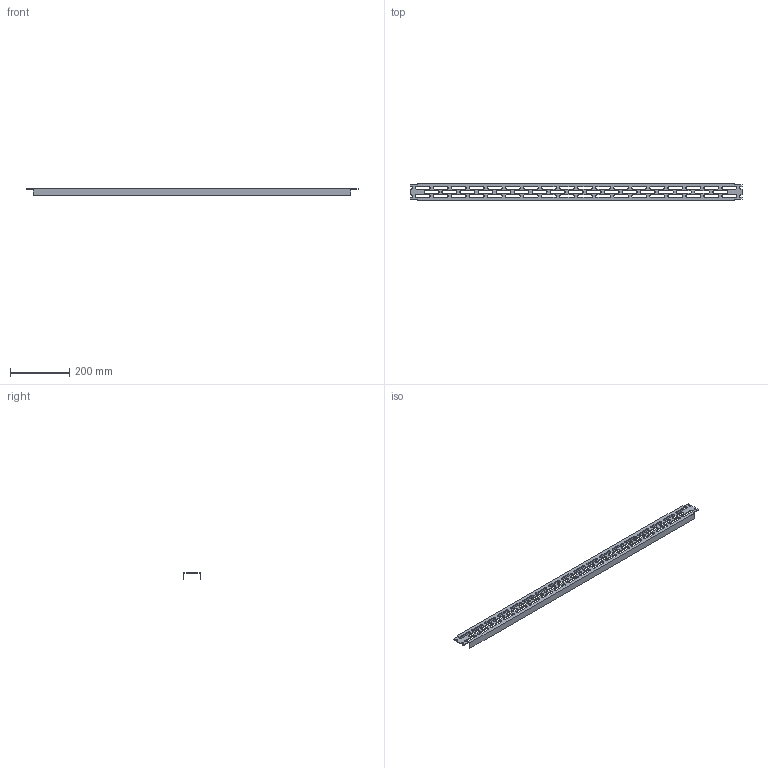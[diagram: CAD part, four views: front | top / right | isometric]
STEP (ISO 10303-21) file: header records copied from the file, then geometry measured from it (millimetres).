
FILE_DESCRIPTION (( 'STEP AP214' ), '1' );
FILE_NAME ('0396-0062-12-00.step', '2024-05-22T11:57:24', ( '' ), ( '' ), 'SwSTEP 2.0', 'SolidWorks 2019', '' );
FILE_SCHEMA (( 'AUTOMOTIVE_DESIGN' ));
Length unit declared in the file: millimetre
Products named in the file (1): 0396-0062-12-00
Bounding box: 1118 x 60 x 23 mm (x, y, z)
Volume: 258366.2 mm3; surface area: 197231.4 mm2
Topology: 1 solids, 1 shells, 301 faces, 897 edges, 598 vertices
Faces by surface type: cylinder 165, plane 136
Entity records: 10467 total; most frequent: DIRECTION 1831, CARTESIAN_POINT 1797, ORIENTED_EDGE 1794, EDGE_CURVE 897, AXIS2_PLACEMENT_3D 632, VERTEX_POINT 598, LINE 567, VECTOR 567
